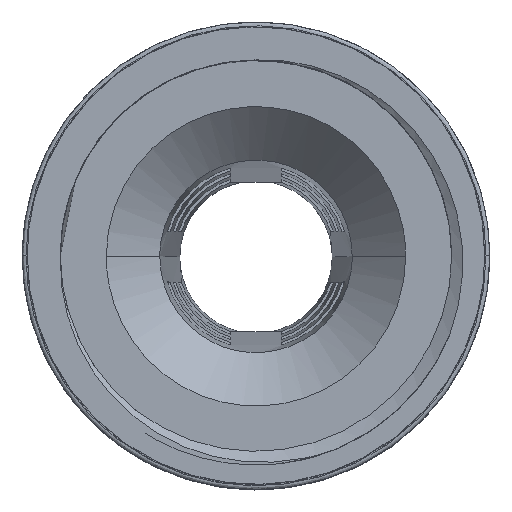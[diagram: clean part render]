
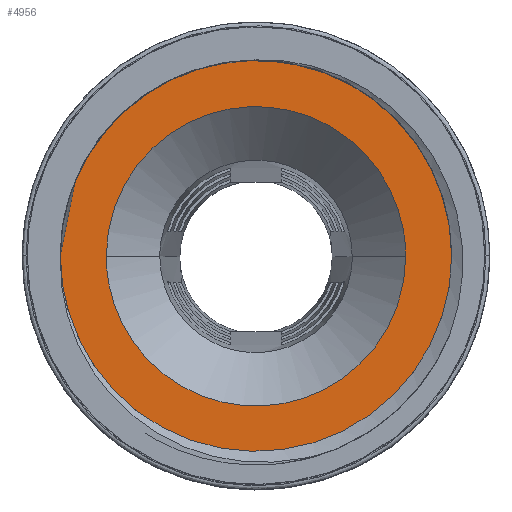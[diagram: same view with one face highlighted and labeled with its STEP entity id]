
A CAD part, top view. The second image highlights one B-rep face of the part: STEP entity #4956.
In plain terms, the highlighted free-form (B-spline) face has degree [1, 1] with [2, 2] control points.
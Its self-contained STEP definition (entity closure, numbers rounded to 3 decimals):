
#1545 = VERTEX_POINT('',#1546);
#1546 = CARTESIAN_POINT('',(6.093,0.,2.069));
#1551 = EDGE_CURVE('',#1545,#1552,#1554,.T.);
#1552 = VERTEX_POINT('',#1553);
#1553 = CARTESIAN_POINT('',(-6.093,0.,
    2.069));
#1554 = ( BOUNDED_CURVE() B_SPLINE_CURVE(2,(#1555,#1556,#1557,#1558,
#1559),.UNSPECIFIED.,.F.,.F.) B_SPLINE_CURVE_WITH_KNOTS((3,2,3),(0.,
1.571,3.142),.PIECEWISE_BEZIER_KNOTS.) CURVE() 
GEOMETRIC_REPRESENTATION_ITEM() RATIONAL_B_SPLINE_CURVE((1.,
0.707,1.,0.707,1.)) REPRESENTATION_ITEM('') );
#1555 = CARTESIAN_POINT('',(6.093,0.,2.069));
#1556 = CARTESIAN_POINT('',(6.093,-6.093,
    2.069));
#1557 = CARTESIAN_POINT('',(0.,-6.093,
    2.069));
#1558 = CARTESIAN_POINT('',(-6.093,-6.093,
    2.069));
#1559 = CARTESIAN_POINT('',(-6.093,0.,
    2.069));
#1591 = VERTEX_POINT('',#1592);
#1592 = CARTESIAN_POINT('',(7.964,0.,2.069));
#1614 = VERTEX_POINT('',#1615);
#1615 = CARTESIAN_POINT('',(-7.964,0.,
    2.069));
#1620 = EDGE_CURVE('',#1614,#1591,#1621,.T.);
#1621 = ( BOUNDED_CURVE() B_SPLINE_CURVE(2,(#1622,#1623,#1624,#1625,
#1626),.UNSPECIFIED.,.F.,.F.) B_SPLINE_CURVE_WITH_KNOTS((3,2,3),(
    3.142,4.712,6.283),
.PIECEWISE_BEZIER_KNOTS.) CURVE() GEOMETRIC_REPRESENTATION_ITEM() 
RATIONAL_B_SPLINE_CURVE((1.,0.707,1.,0.707,1.)) 
REPRESENTATION_ITEM('') );
#1622 = CARTESIAN_POINT('',(-7.964,0.,
    2.069));
#1623 = CARTESIAN_POINT('',(-7.964,-7.964,
    2.069));
#1624 = CARTESIAN_POINT('',(0.,-7.964,
    2.069));
#1625 = CARTESIAN_POINT('',(7.964,-7.964,
    2.069));
#1626 = CARTESIAN_POINT('',(7.964,0.,
    2.069));
#4956 = ADVANCED_FACE('',(#4957,#4968),#4979,.T.);
#4957 = FACE_BOUND('',#4958,.T.);
#4958 = EDGE_LOOP('',(#4959,#4960));
#4959 = ORIENTED_EDGE('',*,*,#1551,.T.);
#4960 = ORIENTED_EDGE('',*,*,#4961,.T.);
#4961 = EDGE_CURVE('',#1552,#1545,#4962,.T.);
#4962 = ( BOUNDED_CURVE() B_SPLINE_CURVE(2,(#4963,#4964,#4965,#4966,
#4967),.UNSPECIFIED.,.F.,.F.) B_SPLINE_CURVE_WITH_KNOTS((3,2,3),(
    3.142,4.712,6.283),
.PIECEWISE_BEZIER_KNOTS.) CURVE() GEOMETRIC_REPRESENTATION_ITEM() 
RATIONAL_B_SPLINE_CURVE((1.,0.707,1.,0.707,1.)) 
REPRESENTATION_ITEM('') );
#4963 = CARTESIAN_POINT('',(-6.093,0.,
    2.069));
#4964 = CARTESIAN_POINT('',(-6.093,6.093,
    2.069));
#4965 = CARTESIAN_POINT('',(0.,6.093,
    2.069));
#4966 = CARTESIAN_POINT('',(6.093,6.093,2.069
    ));
#4967 = CARTESIAN_POINT('',(6.093,0.,
    2.069));
#4968 = FACE_BOUND('',#4969,.T.);
#4969 = EDGE_LOOP('',(#4970,#4978));
#4970 = ORIENTED_EDGE('',*,*,#4971,.T.);
#4971 = EDGE_CURVE('',#1591,#1614,#4972,.T.);
#4972 = ( BOUNDED_CURVE() B_SPLINE_CURVE(2,(#4973,#4974,#4975,#4976,
#4977),.UNSPECIFIED.,.F.,.F.) B_SPLINE_CURVE_WITH_KNOTS((3,2,3),(0.,
1.571,3.142),.PIECEWISE_BEZIER_KNOTS.) CURVE() 
GEOMETRIC_REPRESENTATION_ITEM() RATIONAL_B_SPLINE_CURVE((1.,
0.707,1.,0.707,1.)) REPRESENTATION_ITEM('') );
#4973 = CARTESIAN_POINT('',(7.964,0.,2.069));
#4974 = CARTESIAN_POINT('',(7.964,7.964,2.069
    ));
#4975 = CARTESIAN_POINT('',(0.,7.964,
    2.069));
#4976 = CARTESIAN_POINT('',(-7.964,7.964,
    2.069));
#4977 = CARTESIAN_POINT('',(-7.964,0.,
    2.069));
#4978 = ORIENTED_EDGE('',*,*,#1620,.T.);
#4979 = B_SPLINE_SURFACE_WITH_KNOTS('',1,1,(
    (#4980,#4981)
    ,(#4982,#4983
    )),.UNSPECIFIED.,.F.,.F.,.F.,(2,2),(2,2),(-7.7,7.7),(-7.7,7.7),
  .PIECEWISE_BEZIER_KNOTS.);
#4980 = CARTESIAN_POINT('',(-7.964,-7.964,
    2.069));
#4981 = CARTESIAN_POINT('',(-7.964,7.964,
    2.069));
#4982 = CARTESIAN_POINT('',(7.964,-7.964,
    2.069));
#4983 = CARTESIAN_POINT('',(7.964,7.964,2.069
    ));
